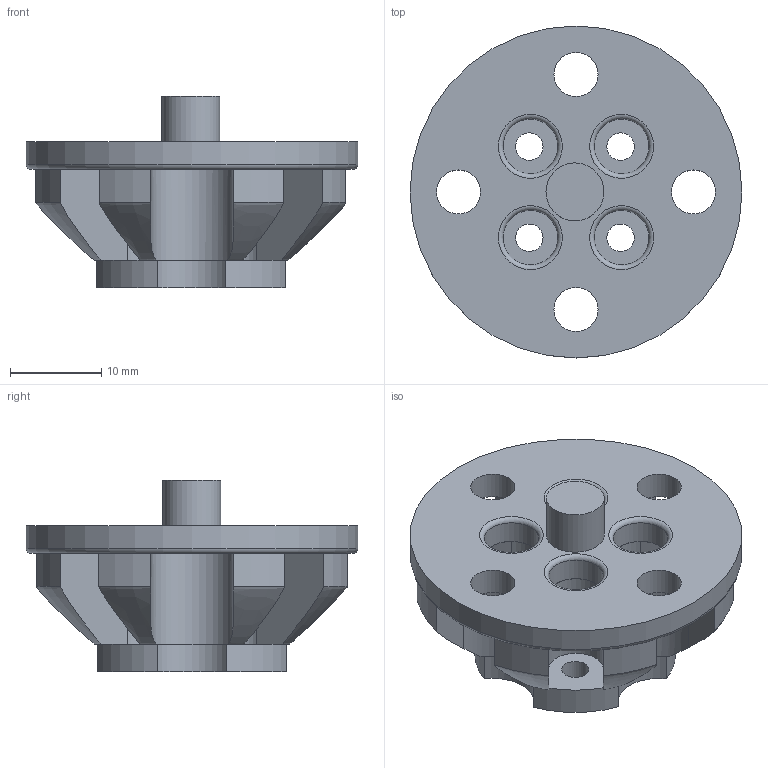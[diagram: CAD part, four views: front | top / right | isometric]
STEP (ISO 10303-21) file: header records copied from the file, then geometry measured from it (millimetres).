
FILE_DESCRIPTION(/* description */ (''),/* implementation_level */ '2;1');
FILE_NAME(/* name */ 'LinkageType4.step',/* time_stamp */ '2021-05-10T18:38:14+02:00',/* author */ (''),/* organization */ (''),/* preprocessor_version */ 'ST-DEVELOPER v18.1',/* originating_system */ 'Autodesk Translation Framework v10.6.0.1341',/* authorisation */ '');
FILE_SCHEMA (('AUTOMOTIVE_DESIGN { 1 0 10303 214 3 1 1 }'));
Length unit declared in the file: millimetre
Products named in the file (5): Linkage; K3D40Mount; TRTMount; TRT-shaft; FatRoseLink
Assembly tree (4 placements, depth 2):
  Linkage
    K3D40Mount
    TRTMount
    TRT-shaft
    FatRoseLink
Bounding box: 36.38 x 36.38 x 21 mm (x, y, z)
Volume: 6663.1 mm3; surface area: 6322 mm2
Topology: 4 solids, 4 shells, 75 faces, 197 edges, 130 vertices
Faces by surface type: cylinder 38, plane 24, bspline 8, torus 5
Full cylindrical faces by diameter (mm): 3 x4, 4.826 x4, 6 x4, 6.35 x1, 36.384 x1
Entity records: 3123 total; most frequent: CARTESIAN_POINT 1086, ORIENTED_EDGE 394, DIRECTION 390, EDGE_CURVE 197, AXIS2_PLACEMENT_3D 156, VERTEX_POINT 130, EDGE_LOOP 99, CIRCLE 79
